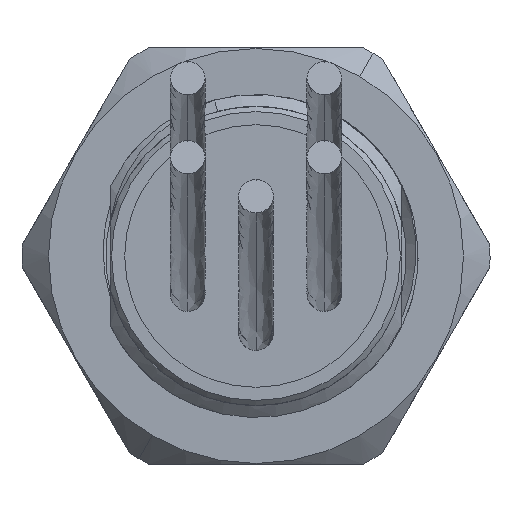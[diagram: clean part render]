
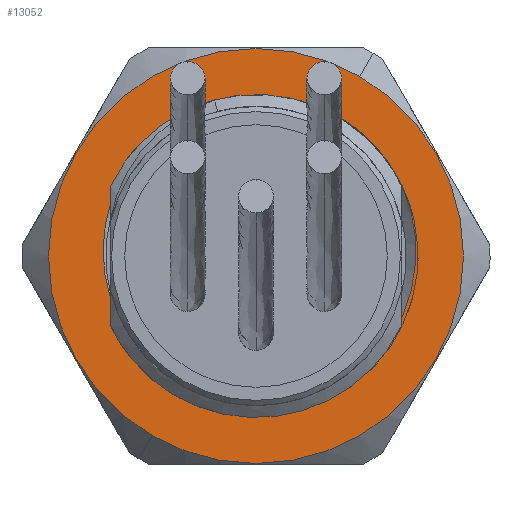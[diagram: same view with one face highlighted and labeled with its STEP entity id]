
A CAD part, front view. The second image highlights one B-rep face of the part: STEP entity #13052.
In plain terms, the highlighted planar face has unit normal (0, -1, 0).
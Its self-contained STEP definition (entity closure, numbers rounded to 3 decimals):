
#2763=CARTESIAN_POINT('',(0.,-13.2,0.));
#2764=DIRECTION('',(0.,1.,0.));
#2765=DIRECTION('',(-0.5,0.,-0.866));
#2766=AXIS2_PLACEMENT_3D('',#2763,#2764,#2765);
#2768=CARTESIAN_POINT('',(0.,-13.2,0.));
#2769=DIRECTION('',(0.,1.,0.));
#2770=DIRECTION('',(0.5,0.,0.866));
#2771=AXIS2_PLACEMENT_3D('',#2768,#2769,#2770);
#2773=CARTESIAN_POINT('',(8.395,-13.2,4.116));
#2774=CARTESIAN_POINT('',(8.529,-13.2,3.822));
#2775=CARTESIAN_POINT('',(8.764,-13.2,3.226));
#2776=CARTESIAN_POINT('',(9.023,-13.2,2.299));
#2777=CARTESIAN_POINT('',(9.185,-13.2,1.353));
#2778=CARTESIAN_POINT('',(9.247,-13.2,0.397));
#2779=CARTESIAN_POINT('',(9.211,-13.2,-0.557));
#2780=CARTESIAN_POINT('',(9.077,-13.2,-1.501));
#2781=CARTESIAN_POINT('',(8.847,-13.2,-2.424));
#2782=CARTESIAN_POINT('',(8.523,-13.2,-3.316));
#2783=CARTESIAN_POINT('',(8.109,-13.2,-4.167));
#2784=CARTESIAN_POINT('',(7.611,-13.2,-4.97));
#2785=CARTESIAN_POINT('',(7.033,-13.2,-5.714));
#2786=CARTESIAN_POINT('',(6.382,-13.2,-6.394));
#2787=CARTESIAN_POINT('',(5.906,-13.2,-6.797));
#2788=CARTESIAN_POINT('',(5.657,-13.2,-6.986));
#2790=CARTESIAN_POINT('',(3.83,-13.2,8.53));
#2791=CARTESIAN_POINT('',(4.113,-13.2,8.403));
#2792=CARTESIAN_POINT('',(4.662,-13.2,8.123));
#2793=CARTESIAN_POINT('',(5.442,-13.2,7.622));
#2794=CARTESIAN_POINT('',(6.168,-13.2,7.047));
#2795=CARTESIAN_POINT('',(6.835,-13.2,6.403));
#2796=CARTESIAN_POINT('',(7.434,-13.2,5.696));
#2797=CARTESIAN_POINT('',(7.96,-13.2,4.933));
#2798=CARTESIAN_POINT('',(8.259,-13.2,4.394));
#2799=CARTESIAN_POINT('',(8.395,-13.2,4.116));
#2801=CARTESIAN_POINT('',(-6.868,-13.2,5.824));
#2802=CARTESIAN_POINT('',(-6.665,-13.2,6.078));
#2803=CARTESIAN_POINT('',(-6.234,-13.2,6.562));
#2804=CARTESIAN_POINT('',(-5.508,-13.2,7.219));
#2805=CARTESIAN_POINT('',(-4.715,-13.2,7.794));
#2806=CARTESIAN_POINT('',(-3.863,-13.2,8.281));
#2807=CARTESIAN_POINT('',(-2.96,-13.2,8.676));
#2808=CARTESIAN_POINT('',(-2.018,-13.2,8.971));
#2809=CARTESIAN_POINT('',(-1.048,-13.2,9.165));
#2810=CARTESIAN_POINT('',(-0.061,-13.2,9.253));
#2811=CARTESIAN_POINT('',(0.933,-13.2,9.235));
#2812=CARTESIAN_POINT('',(1.921,-13.2,9.11));
#2813=CARTESIAN_POINT('',(2.893,-13.2,8.88));
#2814=CARTESIAN_POINT('',(3.521,-13.2,8.658));
#2815=CARTESIAN_POINT('',(3.83,-13.2,8.53));
#2817=CARTESIAN_POINT('',(-8.4,-13.2,-2.42));
#2818=CARTESIAN_POINT('',(-8.493,-13.2,-2.132));
#2819=CARTESIAN_POINT('',(-8.647,-13.2,-1.548));
#2820=CARTESIAN_POINT('',(-8.789,-13.2,-0.648));
#2821=CARTESIAN_POINT('',(-8.836,-13.2,0.262));
#2822=CARTESIAN_POINT('',(-8.79,-13.2,1.174));
#2823=CARTESIAN_POINT('',(-8.649,-13.2,2.081));
#2824=CARTESIAN_POINT('',(-8.493,-13.2,2.671));
#2825=CARTESIAN_POINT('',(-8.4,-13.2,2.963));
#2827=CARTESIAN_POINT('',(5.657,-13.2,-6.986));
#2828=CARTESIAN_POINT('',(5.425,-13.2,-7.186));
#2829=CARTESIAN_POINT('',(4.943,-13.2,-7.56));
#2830=CARTESIAN_POINT('',(4.163,-13.2,-8.047));
#2831=CARTESIAN_POINT('',(3.337,-13.2,-8.452));
#2832=CARTESIAN_POINT('',(2.47,-13.2,-8.773));
#2833=CARTESIAN_POINT('',(1.576,-13.2,-9.004));
#2834=CARTESIAN_POINT('',(0.657,-13.2,-9.145));
#2835=CARTESIAN_POINT('',(-0.271,-13.2,-9.191));
#2836=CARTESIAN_POINT('',(-1.2,-13.2,-9.144));
#2837=CARTESIAN_POINT('',(-2.125,-13.2,-9.002));
#2838=CARTESIAN_POINT('',(-3.028,-13.2,-8.769));
#2839=CARTESIAN_POINT('',(-3.912,-13.2,-8.442));
#2840=CARTESIAN_POINT('',(-4.476,-13.2,-8.165));
#2841=CARTESIAN_POINT('',(-4.753,-13.2,-8.011));
#2878=CARTESIAN_POINT('',(-4.753,-13.2,-8.011));
#2879=CARTESIAN_POINT('',(-5.012,-13.2,-7.858));
#2880=CARTESIAN_POINT('',(-5.512,-13.2,-7.527));
#2881=CARTESIAN_POINT('',(-6.211,-13.2,-6.962));
#2882=CARTESIAN_POINT('',(-6.853,-13.2,-6.331));
#2883=CARTESIAN_POINT('',(-7.431,-13.2,-5.642));
#2884=CARTESIAN_POINT('',(-7.939,-13.2,-4.9));
#2885=CARTESIAN_POINT('',(-8.229,-13.2,-4.376));
#2886=CARTESIAN_POINT('',(-8.362,-13.2,-4.106));
#2911=CARTESIAN_POINT('',(-8.362,-13.2,-4.106));
#2912=CARTESIAN_POINT('',(-8.368,-13.2,-4.092));
#2913=CARTESIAN_POINT('',(-8.381,-13.2,-4.063));
#2914=CARTESIAN_POINT('',(-8.394,-13.2,-4.035));
#2915=CARTESIAN_POINT('',(-8.4,-13.2,-4.02));
#2955=DIRECTION('',(0.,0.,1.));
#2956=VECTOR('',#2955,1.601);
#2957=CARTESIAN_POINT('',(-8.4,-13.2,-4.02));
#2958=LINE('',#2957,#2956);
#3061=DIRECTION('',(0.,0.,1.));
#3062=VECTOR('',#3061,0.506);
#3063=CARTESIAN_POINT('',(-8.4,-13.2,2.963));
#3064=LINE('',#3063,#3062);
#3359=CARTESIAN_POINT('',(-8.4,-13.2,3.469));
#3360=CARTESIAN_POINT('',(-8.271,-13.2,3.758));
#3361=CARTESIAN_POINT('',(-7.984,-13.2,4.317));
#3362=CARTESIAN_POINT('',(-7.472,-13.2,5.105));
#3363=CARTESIAN_POINT('',(-7.078,-13.2,5.59));
#3364=CARTESIAN_POINT('',(-6.868,-13.2,5.824));
#10279=CARTESIAN_POINT('',(-5.983,-13.2,-10.363));
#10280=CARTESIAN_POINT('',(5.983,-13.2,10.363));
#10281=VERTEX_POINT('',#10279);
#10282=VERTEX_POINT('',#10280);
#10291=VERTEX_POINT('',#2790);
#10292=VERTEX_POINT('',#2799);
#10627=VERTEX_POINT('',#2827);
#10628=VERTEX_POINT('',#2841);
#10632=VERTEX_POINT('',#2911);
#10633=VERTEX_POINT('',#2915);
#10634=VERTEX_POINT('',#3359);
#10635=VERTEX_POINT('',#3364);
#10659=CARTESIAN_POINT('',(-8.4,-13.2,-2.42));
#10660=VERTEX_POINT('',#10659);
#10661=CARTESIAN_POINT('',(-8.4,-13.2,2.963));
#10662=VERTEX_POINT('',#10661);
#13021=CARTESIAN_POINT('',(-65.245,-13.2,-7.964));
#13022=DIRECTION('',(0.,1.,0.));
#13023=DIRECTION('',(0.5,0.,-0.866));
#13024=AXIS2_PLACEMENT_3D('',#13021,#13022,#13023);
#13025=PLANE('',#13024);
#13026=ORIENTED_EDGE('',*,*,#12949,.T.);
#13027=ORIENTED_EDGE('',*,*,#12690,.T.);
#13028=EDGE_LOOP('',(#13026,#13027));
#13029=FACE_OUTER_BOUND('',#13028,.F.);
#13031=ORIENTED_EDGE('',*,*,#13030,.F.);
#13033=ORIENTED_EDGE('',*,*,#13032,.F.);
#13035=ORIENTED_EDGE('',*,*,#13034,.F.);
#13037=ORIENTED_EDGE('',*,*,#13036,.F.);
#13039=ORIENTED_EDGE('',*,*,#13038,.F.);
#13041=ORIENTED_EDGE('',*,*,#13040,.F.);
#13043=ORIENTED_EDGE('',*,*,#13042,.F.);
#13045=ORIENTED_EDGE('',*,*,#13044,.F.);
#13047=ORIENTED_EDGE('',*,*,#13046,.F.);
#13049=ORIENTED_EDGE('',*,*,#13048,.F.);
#13050=EDGE_LOOP('',(#13031,#13033,#13035,#13037,#13039,#13041,#13043,#13045,
#13047,#13049));
#13051=FACE_BOUND('',#13050,.F.);
#2767=CIRCLE('',#2766,11.966);
#2772=CIRCLE('',#2771,11.966);
#2789=B_SPLINE_CURVE_WITH_KNOTS('',3,(#2773,#2774,#2775,#2776,#2777,#2778,#2779,
#2780,#2781,#2782,#2783,#2784,#2785,#2786,#2787,#2788),.UNSPECIFIED.,.F.,.F.,(4,
1,1,1,1,1,1,1,1,1,1,1,1,4),(0.,0.077,0.154,
0.231,0.308,0.385,0.462,
0.538,0.615,0.692,0.769,
0.846,0.923,1.),.UNSPECIFIED.);
#2800=B_SPLINE_CURVE_WITH_KNOTS('',3,(#2790,#2791,#2792,#2793,#2794,#2795,#2796,
#2797,#2798,#2799),.UNSPECIFIED.,.F.,.F.,(4,1,1,1,1,1,1,4),(0.,
0.143,0.286,0.429,0.571,
0.714,0.857,1.),.UNSPECIFIED.);
#2816=B_SPLINE_CURVE_WITH_KNOTS('',3,(#2801,#2802,#2803,#2804,#2805,#2806,#2807,
#2808,#2809,#2810,#2811,#2812,#2813,#2814,#2815),.UNSPECIFIED.,.F.,.F.,(4,1,1,1,
1,1,1,1,1,1,1,1,4),(0.,0.083,0.167,0.25,
0.333,0.417,0.5,0.583,0.667,
0.75,0.833,0.917,1.),.UNSPECIFIED.);
#2826=B_SPLINE_CURVE_WITH_KNOTS('',3,(#2817,#2818,#2819,#2820,#2821,#2822,#2823,
#2824,#2825),.UNSPECIFIED.,.F.,.F.,(4,1,1,1,1,1,4),(0.,0.167,
0.333,0.5,0.667,0.833,1.),
.UNSPECIFIED.);
#2842=B_SPLINE_CURVE_WITH_KNOTS('',3,(#2827,#2828,#2829,#2830,#2831,#2832,#2833,
#2834,#2835,#2836,#2837,#2838,#2839,#2840,#2841),.UNSPECIFIED.,.F.,.F.,(4,1,1,1,
1,1,1,1,1,1,1,1,4),(0.,0.083,0.167,0.25,
0.333,0.417,0.5,0.583,0.667,
0.75,0.833,0.917,1.),.UNSPECIFIED.);
#2887=B_SPLINE_CURVE_WITH_KNOTS('',3,(#2878,#2879,#2880,#2881,#2882,#2883,#2884,
#2885,#2886),.UNSPECIFIED.,.F.,.F.,(4,1,1,1,1,1,4),(0.,0.167,
0.333,0.5,0.667,0.833,1.),
.UNSPECIFIED.);
#2916=B_SPLINE_CURVE_WITH_KNOTS('',3,(#2911,#2912,#2913,#2914,#2915),
.UNSPECIFIED.,.F.,.F.,(4,1,4),(0.,0.5,1.),.UNSPECIFIED.);
#3365=B_SPLINE_CURVE_WITH_KNOTS('',3,(#3359,#3360,#3361,#3362,#3363,#3364),
.UNSPECIFIED.,.F.,.F.,(4,1,1,4),(0.,0.333,0.667,1.),
.UNSPECIFIED.);
#12690=EDGE_CURVE('',#10282,#10281,#2772,.T.);
#12949=EDGE_CURVE('',#10281,#10282,#2767,.T.);
#13030=EDGE_CURVE('',#10627,#10628,#2842,.T.);
#13032=EDGE_CURVE('',#10292,#10627,#2789,.T.);
#13034=EDGE_CURVE('',#10291,#10292,#2800,.T.);
#13036=EDGE_CURVE('',#10635,#10291,#2816,.T.);
#13038=EDGE_CURVE('',#10634,#10635,#3365,.T.);
#13040=EDGE_CURVE('',#10662,#10634,#3064,.T.);
#13042=EDGE_CURVE('',#10660,#10662,#2826,.T.);
#13044=EDGE_CURVE('',#10633,#10660,#2958,.T.);
#13046=EDGE_CURVE('',#10632,#10633,#2916,.T.);
#13048=EDGE_CURVE('',#10628,#10632,#2887,.T.);
#13052=ADVANCED_FACE('',(#13029,#13051),#13025,.F.);
